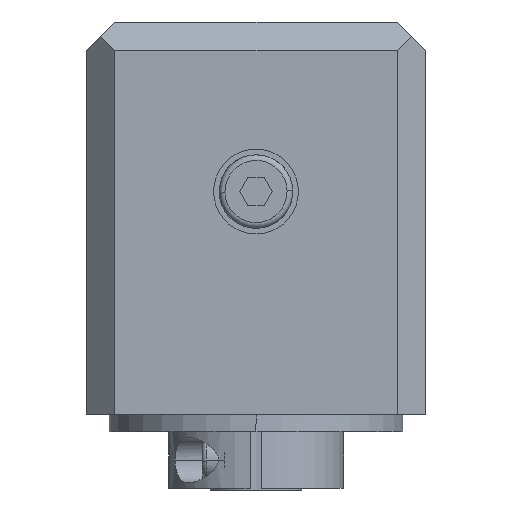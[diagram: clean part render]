
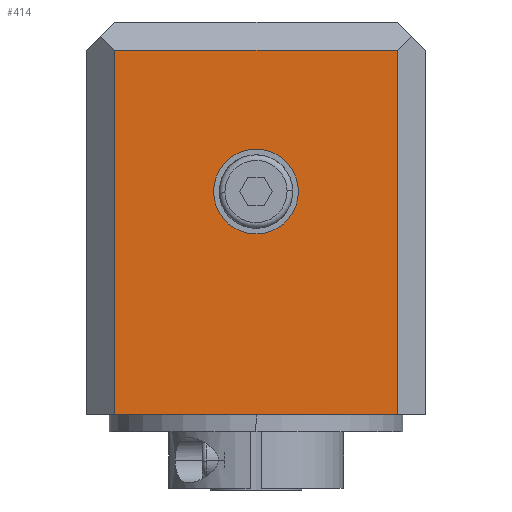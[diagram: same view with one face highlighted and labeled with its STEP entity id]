
A CAD part, left-side view. The second image highlights one B-rep face of the part: STEP entity #414.
In plain terms, the highlighted planar face has unit normal (-1, 0, 0).
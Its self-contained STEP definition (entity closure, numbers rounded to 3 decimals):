
#414=ADVANCED_FACE('',(#939,#940),#941,.T.);
#939=FACE_OUTER_BOUND('',#1566,.T.);
#940=FACE_BOUND('',#1567,.T.);
#941=PLANE('',#1568);
#1566=EDGE_LOOP('',(#2733,#2734,#2735,#2736));
#1567=EDGE_LOOP('',(#2737,#2738));
#1568=AXIS2_PLACEMENT_3D('',#2739,#2740,#2741);
#2733=ORIENTED_EDGE('',*,*,#3971,.T.);
#2734=ORIENTED_EDGE('',*,*,#3973,.T.);
#2735=ORIENTED_EDGE('',*,*,#3974,.T.);
#2736=ORIENTED_EDGE('',*,*,#3975,.T.);
#2737=ORIENTED_EDGE('',*,*,#3976,.F.);
#2738=ORIENTED_EDGE('',*,*,#3710,.F.);
#2739=CARTESIAN_POINT('',(-159.5,0.0,0.));
#2740=DIRECTION('',(-1.0,0.0,0.0));
#2741=DIRECTION('',(0.0,0.0,1.0));
#3710=EDGE_CURVE('',#4465,#4468,#4469,.T.);
#3971=EDGE_CURVE('',#4837,#4857,#4859,.T.);
#3973=EDGE_CURVE('',#4857,#4861,#4862,.T.);
#3974=EDGE_CURVE('',#4861,#4863,#4864,.T.);
#3975=EDGE_CURVE('',#4863,#4837,#4865,.T.);
#3976=EDGE_CURVE('',#4468,#4465,#4866,.T.);
#4465=VERTEX_POINT('',#5542);
#4468=VERTEX_POINT('',#5546);
#4469=CIRCLE('',#5547,7.5);
#4837=VERTEX_POINT('',#6209);
#4857=VERTEX_POINT('',#6237);
#4859=LINE('',#6240,#6241);
#4861=VERTEX_POINT('',#6243);
#4862=LINE('',#6244,#6245);
#4863=VERTEX_POINT('',#6246);
#4864=LINE('',#6247,#6248);
#4865=LINE('',#6249,#6250);
#4866=CIRCLE('',#6251,7.5);
#5542=CARTESIAN_POINT('',(-159.5,7.5,0.));
#5546=CARTESIAN_POINT('',(-159.5,-7.5,0.));
#5547=AXIS2_PLACEMENT_3D('',#6878,#6879,#6880);
#6209=CARTESIAN_POINT('',(-159.5,25.0,-39.4));
#6237=CARTESIAN_POINT('',(-159.5,-25.0,-39.4));
#6240=CARTESIAN_POINT('',(-159.5,25.0,-39.4));
#6241=VECTOR('',#7160,50.0);
#6243=CARTESIAN_POINT('',(-159.5,-25.0,25.0));
#6244=CARTESIAN_POINT('',(-159.5,-25.0,-39.4));
#6245=VECTOR('',#7161,64.4);
#6246=CARTESIAN_POINT('',(-159.5,25.0,25.0));
#6247=CARTESIAN_POINT('',(-159.5,-25.0,25.0));
#6248=VECTOR('',#7162,50.0);
#6249=CARTESIAN_POINT('',(-159.5,25.0,25.0));
#6250=VECTOR('',#7163,64.4);
#6251=AXIS2_PLACEMENT_3D('',#7164,#7165,#7166);
#6878=CARTESIAN_POINT('',(-159.5,0.0,0.));
#6879=DIRECTION('',(-1.0,0.0,0.0));
#6880=DIRECTION('',(0.0,1.0,0.0));
#7160=DIRECTION('',(0.0,-1.0,0.0));
#7161=DIRECTION('',(0.0,0.0,1.0));
#7162=DIRECTION('',(0.0,1.0,0.0));
#7163=DIRECTION('',(0.0,0.0,-1.0));
#7164=CARTESIAN_POINT('',(-159.5,0.0,0.));
#7165=DIRECTION('',(-1.0,0.0,0.0));
#7166=DIRECTION('',(0.0,1.0,0.0));
